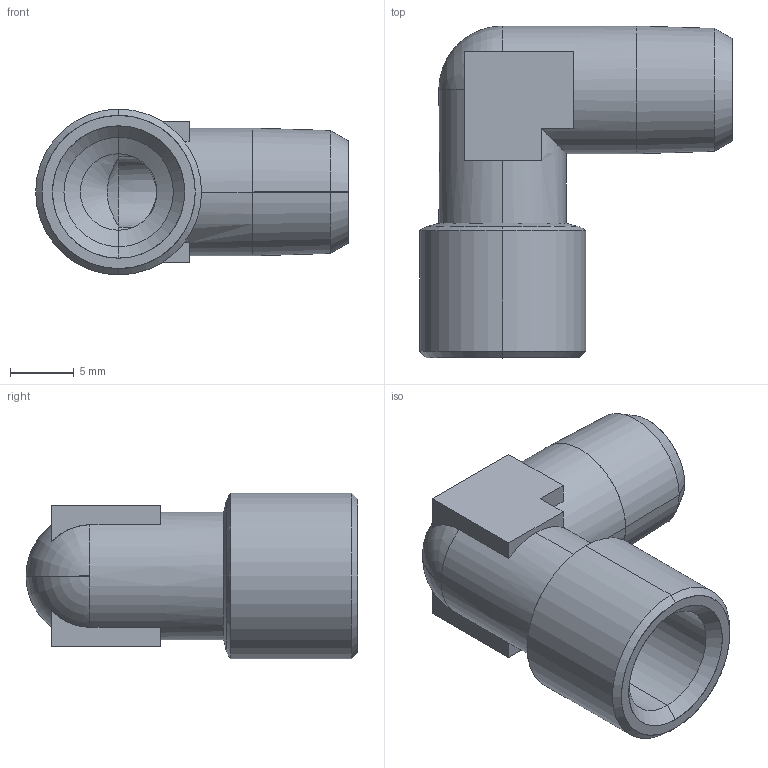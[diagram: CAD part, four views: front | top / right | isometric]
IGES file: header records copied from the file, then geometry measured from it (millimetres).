
Start section: SolidWorks IGES file using analytic representation for surfaces
Global section: file name: 0502000010200.IGS; native system: SolidWorks 2007; preprocessor: SolidWorks 2007; author: cad02; date: 071024.115532; units: millimetre
Bounding box: 24.5 x 26.01 x 13 mm (x, y, z)
Surface area: 2271.4 mm2 (no closed solid volume)
Topology: 0 solids, 0 shells, 52 faces, 476 edges, 474 vertices
Faces by surface type: revolution 34, bspline 18
